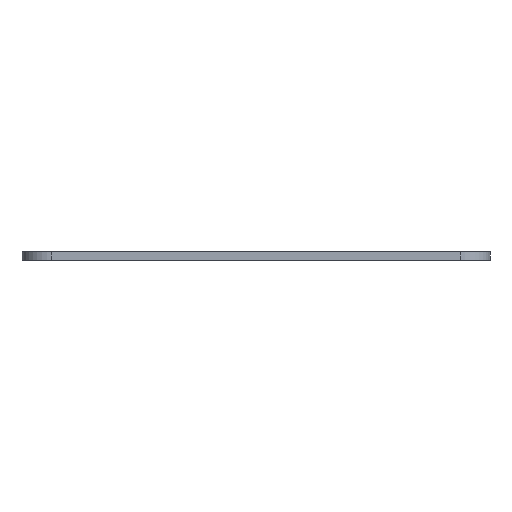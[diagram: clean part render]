
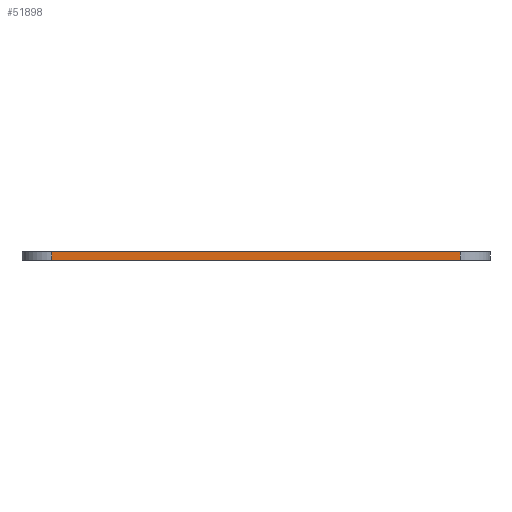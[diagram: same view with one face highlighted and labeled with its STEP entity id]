
A CAD part, front view. The second image highlights one B-rep face of the part: STEP entity #51898.
In plain terms, the highlighted planar face has unit normal (0, -1, 0).
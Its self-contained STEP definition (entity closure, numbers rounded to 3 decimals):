
#42019 = VERTEX_POINT('',#42020);
#42020 = CARTESIAN_POINT('',(-38.1,-33.8,0.));
#42027 = EDGE_CURVE('',#42028,#42019,#42030,.T.);
#42028 = VERTEX_POINT('',#42029);
#42029 = CARTESIAN_POINT('',(38.1,-33.8,0.));
#42030 = LINE('',#42031,#42032);
#42031 = CARTESIAN_POINT('',(38.1,-33.8,0.));
#42032 = VECTOR('',#42033,1.);
#42033 = DIRECTION('',(-1.,0.,0.));
#46945 = VERTEX_POINT('',#46946);
#46946 = CARTESIAN_POINT('',(-38.1,-33.8,1.51));
#46953 = EDGE_CURVE('',#46954,#46945,#46956,.T.);
#46954 = VERTEX_POINT('',#46955);
#46955 = CARTESIAN_POINT('',(38.1,-33.8,1.51));
#46956 = LINE('',#46957,#46958);
#46957 = CARTESIAN_POINT('',(38.1,-33.8,1.51));
#46958 = VECTOR('',#46959,1.);
#46959 = DIRECTION('',(-1.,0.,0.));
#51870 = EDGE_CURVE('',#42028,#46954,#51871,.T.);
#51871 = LINE('',#51872,#51873);
#51872 = CARTESIAN_POINT('',(38.1,-33.8,0.));
#51873 = VECTOR('',#51874,1.);
#51874 = DIRECTION('',(0.,0.,1.));
#51898 = ADVANCED_FACE('',(#51899),#51910,.T.);
#51899 = FACE_BOUND('',#51900,.T.);
#51900 = EDGE_LOOP('',(#51901,#51902,#51903,#51909));
#51901 = ORIENTED_EDGE('',*,*,#51870,.T.);
#51902 = ORIENTED_EDGE('',*,*,#46953,.T.);
#51903 = ORIENTED_EDGE('',*,*,#51904,.F.);
#51904 = EDGE_CURVE('',#42019,#46945,#51905,.T.);
#51905 = LINE('',#51906,#51907);
#51906 = CARTESIAN_POINT('',(-38.1,-33.8,0.));
#51907 = VECTOR('',#51908,1.);
#51908 = DIRECTION('',(0.,0.,1.));
#51909 = ORIENTED_EDGE('',*,*,#42027,.F.);
#51910 = PLANE('',#51911);
#51911 = AXIS2_PLACEMENT_3D('',#51912,#51913,#51914);
#51912 = CARTESIAN_POINT('',(38.1,-33.8,0.));
#51913 = DIRECTION('',(0.,-1.,0.));
#51914 = DIRECTION('',(-1.,0.,0.));
